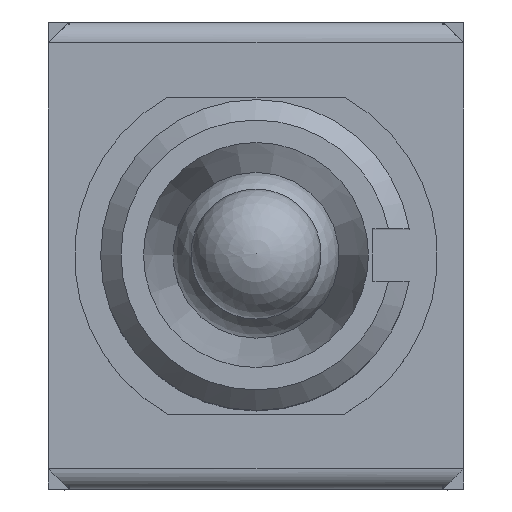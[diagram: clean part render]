
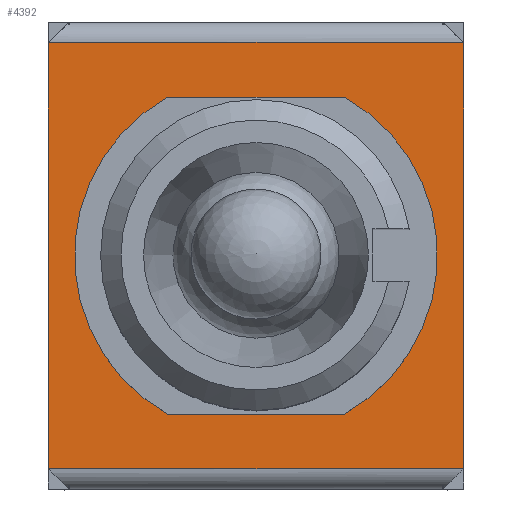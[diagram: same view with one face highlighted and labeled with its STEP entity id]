
A CAD part, top view. The second image highlights one B-rep face of the part: STEP entity #4392.
In plain terms, the highlighted planar face has unit normal (0, 0, 1).
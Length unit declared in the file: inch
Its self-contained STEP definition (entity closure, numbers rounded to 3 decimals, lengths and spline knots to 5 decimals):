
#153=FACE_BOUND('',#626,.T.);
#166=CIRCLE('',#4537,0.13976);
#168=CIRCLE('',#4541,0.13976);
#387=FACE_OUTER_BOUND('',#625,.T.);
#625=EDGE_LOOP('',(#3553,#3554,#3555,#3556,#3557,#3558,#3559,#3560));
#626=EDGE_LOOP('',(#3561,#3562,#3563,#3564));
#758=LINE('',#6069,#1242);
#761=LINE('',#6078,#1245);
#980=LINE('',#7790,#1464);
#984=LINE('',#7799,#1468);
#1011=LINE('',#7858,#1495);
#1013=LINE('',#7864,#1497);
#1016=LINE('',#7869,#1500);
#1017=LINE('',#7871,#1501);
#1018=LINE('',#7873,#1502);
#1019=LINE('',#7874,#1503);
#1242=VECTOR('',#4919,0.3937);
#1245=VECTOR('',#4930,0.3937);
#1464=VECTOR('',#5493,0.3937);
#1468=VECTOR('',#5501,0.3937);
#1495=VECTOR('',#5540,0.3937);
#1497=VECTOR('',#5546,0.3937);
#1500=VECTOR('',#5551,0.3937);
#1501=VECTOR('',#5552,0.3937);
#1502=VECTOR('',#5553,0.3937);
#1503=VECTOR('',#5554,0.3937);
#1721=VERTEX_POINT('',#6059);
#1722=VERTEX_POINT('',#6061);
#1724=VERTEX_POINT('',#6067);
#1726=VERTEX_POINT('',#6073);
#1975=VERTEX_POINT('',#7787);
#1976=VERTEX_POINT('',#7789);
#1979=VERTEX_POINT('',#7797);
#2004=VERTEX_POINT('',#7855);
#2005=VERTEX_POINT('',#7857);
#2007=VERTEX_POINT('',#7863);
#2009=VERTEX_POINT('',#7870);
#2010=VERTEX_POINT('',#7872);
#2159=EDGE_CURVE('',#1722,#1721,#166,.T.);
#2163=EDGE_CURVE('',#1721,#1724,#758,.T.);
#2166=EDGE_CURVE('',#1724,#1726,#168,.T.);
#2168=EDGE_CURVE('',#1726,#1722,#761,.T.);
#2522=EDGE_CURVE('',#1975,#1976,#980,.T.);
#2527=EDGE_CURVE('',#1979,#1975,#984,.T.);
#2557=EDGE_CURVE('',#2004,#2005,#1011,.T.);
#2560=EDGE_CURVE('',#2005,#2007,#1013,.T.);
#2563=EDGE_CURVE('',#2007,#1979,#1016,.T.);
#2564=EDGE_CURVE('',#2009,#2004,#1017,.T.);
#2565=EDGE_CURVE('',#2010,#2009,#1018,.T.);
#2566=EDGE_CURVE('',#1976,#2010,#1019,.T.);
#3553=ORIENTED_EDGE('',*,*,#2522,.F.);
#3554=ORIENTED_EDGE('',*,*,#2527,.F.);
#3555=ORIENTED_EDGE('',*,*,#2563,.F.);
#3556=ORIENTED_EDGE('',*,*,#2560,.F.);
#3557=ORIENTED_EDGE('',*,*,#2557,.F.);
#3558=ORIENTED_EDGE('',*,*,#2564,.F.);
#3559=ORIENTED_EDGE('',*,*,#2565,.F.);
#3560=ORIENTED_EDGE('',*,*,#2566,.F.);
#3561=ORIENTED_EDGE('',*,*,#2159,.T.);
#3562=ORIENTED_EDGE('',*,*,#2163,.T.);
#3563=ORIENTED_EDGE('',*,*,#2166,.T.);
#3564=ORIENTED_EDGE('',*,*,#2168,.T.);
#4169=PLANE('',#4725);
#4392=ADVANCED_FACE('',(#387,#153),#4169,.T.);
#4537=AXIS2_PLACEMENT_3D('',#6062,#4912,#4913);
#4541=AXIS2_PLACEMENT_3D('',#6075,#4925,#4926);
#4725=AXIS2_PLACEMENT_3D('',#7868,#5549,#5550);
#4912=DIRECTION('center_axis',(0.,0.,
-1.));
#4913=DIRECTION('ref_axis',(-0.487,0.873,0.));
#4919=DIRECTION('',(-1.,0.,0.));
#4925=DIRECTION('center_axis',(0.,0.,
-1.));
#4926=DIRECTION('ref_axis',(0.487,-0.873,0.));
#4930=DIRECTION('',(1.,0.,0.));
#5493=DIRECTION('',(1.,0.,0.));
#5501=DIRECTION('',(0.707,0.707,0.));
#5540=DIRECTION('',(-1.,0.,0.));
#5546=DIRECTION('',(-0.707,0.707,0.));
#5549=DIRECTION('center_axis',(0.,0.,
1.));
#5550=DIRECTION('ref_axis',(1.,0.,0.));
#5551=DIRECTION('',(0.,1.,0.));
#5552=DIRECTION('',(-0.707,-0.707,0.));
#5553=DIRECTION('',(0.,-1.,0.));
#5554=DIRECTION('',(0.707,-0.707,0.));
#6059=CARTESIAN_POINT('',(0.06811,-0.12205,0.28858));
#6061=CARTESIAN_POINT('',(0.06811,0.12205,0.28858));
#6062=CARTESIAN_POINT('Origin',(0.,0.,
0.28858));
#6067=CARTESIAN_POINT('',(-0.06811,-0.12205,0.28858));
#6069=CARTESIAN_POINT('',(0.03405,-0.12205,0.28858));
#6073=CARTESIAN_POINT('',(-0.06811,0.12205,0.28858));
#6075=CARTESIAN_POINT('Origin',(0.,0.,
0.28858));
#6078=CARTESIAN_POINT('',(-0.03405,0.12205,0.28858));
#7787=CARTESIAN_POINT('',(-0.15965,0.16417,0.28858));
#7789=CARTESIAN_POINT('',(0.15965,0.16417,0.28858));
#7790=CARTESIAN_POINT('',(-0.08002,0.16417,0.28858));
#7797=CARTESIAN_POINT('',(-0.16004,0.16378,0.28858));
#7799=CARTESIAN_POINT('',(-0.15694,0.16688,0.28858));
#7855=CARTESIAN_POINT('',(0.15965,-0.16417,0.28858));
#7857=CARTESIAN_POINT('',(-0.15965,-0.16417,0.28858));
#7858=CARTESIAN_POINT('',(0.08002,-0.16417,0.28858));
#7863=CARTESIAN_POINT('',(-0.16004,-0.16378,0.28858));
#7864=CARTESIAN_POINT('',(-0.15694,-0.16688,0.28858));
#7868=CARTESIAN_POINT('Origin',(0.,0.,
0.28858));
#7869=CARTESIAN_POINT('',(-0.16004,-0.17992,0.28858));
#7870=CARTESIAN_POINT('',(0.16004,-0.16378,0.28858));
#7871=CARTESIAN_POINT('',(0.15694,-0.16688,0.28858));
#7872=CARTESIAN_POINT('',(0.16004,0.16378,0.28858));
#7873=CARTESIAN_POINT('',(0.16004,0.17992,0.28858));
#7874=CARTESIAN_POINT('',(0.15694,0.16688,0.28858));
